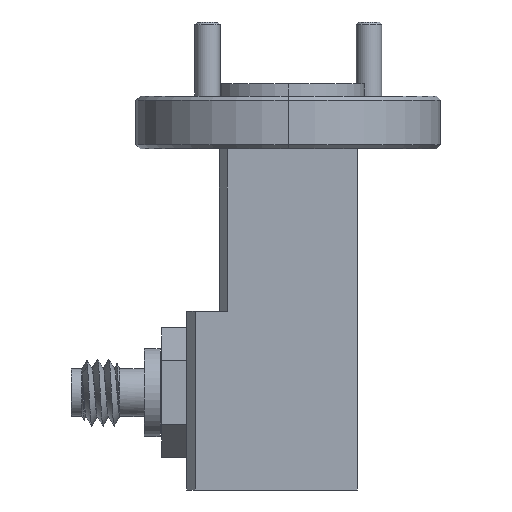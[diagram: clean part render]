
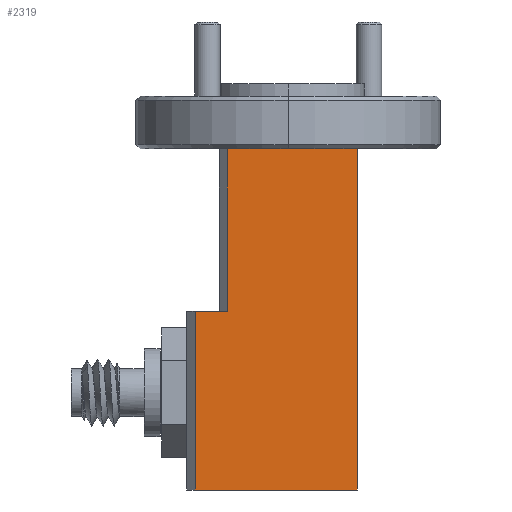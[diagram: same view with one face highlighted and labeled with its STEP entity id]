
A CAD part, left-side view. The second image highlights one B-rep face of the part: STEP entity #2319.
In plain terms, the highlighted planar face has unit normal (-1, 0, 0).
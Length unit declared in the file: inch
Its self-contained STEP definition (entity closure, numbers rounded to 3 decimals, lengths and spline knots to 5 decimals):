
#159 = VECTOR ( 'NONE', #3849, 39.37008 ) ;
#440 = ORIENTED_EDGE ( 'NONE', *, *, #6927, .T. ) ;
#776 = PLANE ( 'NONE',  #7086 ) ;
#919 = VECTOR ( 'NONE', #3096, 39.37008 ) ;
#1163 = EDGE_CURVE ( 'NONE', #3463, #2962, #10304, .T. ) ;
#1176 = CARTESIAN_POINT ( 'NONE',  ( -0.17, -0.17, 0. ) ) ;
#1296 = FACE_OUTER_BOUND ( 'NONE', #6391, .T. ) ;
#1784 = EDGE_CURVE ( 'NONE', #10253, #8670, #2478, .T. ) ;
#1997 = ORIENTED_EDGE ( 'NONE', *, *, #1784, .F. ) ;
#2157 = EDGE_CURVE ( 'NONE', #4115, #7751, #7253, .T. ) ;
#2307 = CARTESIAN_POINT ( 'NONE',  ( -0.17, 0.2495, -0.4 ) ) ;
#2319 = ADVANCED_FACE ( 'NONE', ( #1296 ), #776, .F. ) ;
#2478 = LINE ( 'NONE', #6868, #2758 ) ;
#2568 = CARTESIAN_POINT ( 'NONE',  ( -0.17, -0.17, -0.84 ) ) ;
#2758 = VECTOR ( 'NONE', #3523, 39.37008 ) ;
#2962 = VERTEX_POINT ( 'NONE', #3486 ) ;
#3096 = DIRECTION ( 'NONE',  ( 0., 1., 0. ) ) ;
#3324 = CARTESIAN_POINT ( 'NONE',  ( -0.17, 0.17, -0.84 ) ) ;
#3349 = ORIENTED_EDGE ( 'NONE', *, *, #2157, .F. ) ;
#3463 = VERTEX_POINT ( 'NONE', #1176 ) ;
#3486 = CARTESIAN_POINT ( 'NONE',  ( -0.17, 0.15, 0. ) ) ;
#3523 = DIRECTION ( 'NONE',  ( 0., 1., 0. ) ) ;
#3849 = DIRECTION ( 'NONE',  ( 0., 0., -1. ) ) ;
#4115 = VERTEX_POINT ( 'NONE', #8812 ) ;
#4285 = LINE ( 'NONE', #6262, #10357 ) ;
#5100 = DIRECTION ( 'NONE',  ( 0., 1., 0. ) ) ;
#5202 = VECTOR ( 'NONE', #6008, 39.37008 ) ;
#5468 = CARTESIAN_POINT ( 'NONE',  ( -0.17, 0.2295, -0.84 ) ) ;
#5719 = CARTESIAN_POINT ( 'NONE',  ( -0.17, 0.17, 0. ) ) ;
#5743 = LINE ( 'NONE', #8036, #159 ) ;
#6008 = DIRECTION ( 'NONE',  ( 0., 0., 1. ) ) ;
#6089 = EDGE_CURVE ( 'NONE', #4115, #8670, #4285, .T. ) ;
#6262 = CARTESIAN_POINT ( 'NONE',  ( -0.17, 0.2295, -0.84 ) ) ;
#6391 = EDGE_LOOP ( 'NONE', ( #8514, #440, #3349, #9048, #1997, #10344 ) ) ;
#6758 = CARTESIAN_POINT ( 'NONE',  ( -0.17, -0.17, -0.84 ) ) ;
#6868 = CARTESIAN_POINT ( 'NONE',  ( -0.17, 0.17, -0.84 ) ) ;
#6927 = EDGE_CURVE ( 'NONE', #2962, #7751, #5743, .T. ) ;
#7086 = AXIS2_PLACEMENT_3D ( 'NONE', #3324, #9239, #5100 ) ;
#7211 = EDGE_CURVE ( 'NONE', #10253, #3463, #8610, .T. ) ;
#7236 = DIRECTION ( 'NONE',  ( 0., -1., 0. ) ) ;
#7253 = LINE ( 'NONE', #2307, #8309 ) ;
#7751 = VERTEX_POINT ( 'NONE', #10283 ) ;
#8036 = CARTESIAN_POINT ( 'NONE',  ( -0.17, 0.15, -0.84 ) ) ;
#8309 = VECTOR ( 'NONE', #7236, 39.37008 ) ;
#8514 = ORIENTED_EDGE ( 'NONE', *, *, #1163, .T. ) ;
#8610 = LINE ( 'NONE', #2568, #5202 ) ;
#8670 = VERTEX_POINT ( 'NONE', #5468 ) ;
#8773 = DIRECTION ( 'NONE',  ( 0., 0., -1. ) ) ;
#8812 = CARTESIAN_POINT ( 'NONE',  ( -0.17, 0.2295, -0.4 ) ) ;
#9048 = ORIENTED_EDGE ( 'NONE', *, *, #6089, .T. ) ;
#9239 = DIRECTION ( 'NONE',  ( 1., 0., 0. ) ) ;
#10253 = VERTEX_POINT ( 'NONE', #6758 ) ;
#10283 = CARTESIAN_POINT ( 'NONE',  ( -0.17, 0.15, -0.4 ) ) ;
#10304 = LINE ( 'NONE', #5719, #919 ) ;
#10344 = ORIENTED_EDGE ( 'NONE', *, *, #7211, .T. ) ;
#10357 = VECTOR ( 'NONE', #8773, 39.37008 ) ;
